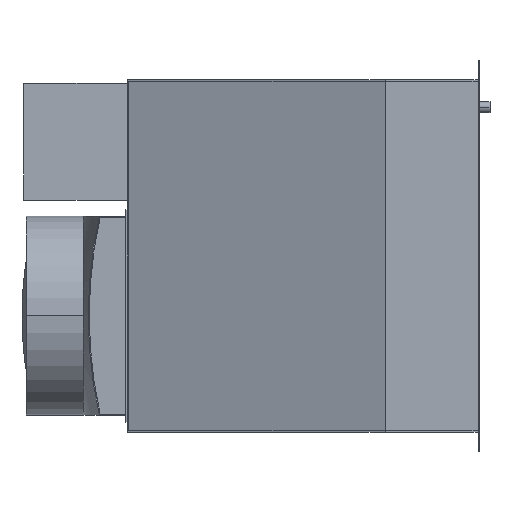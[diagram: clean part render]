
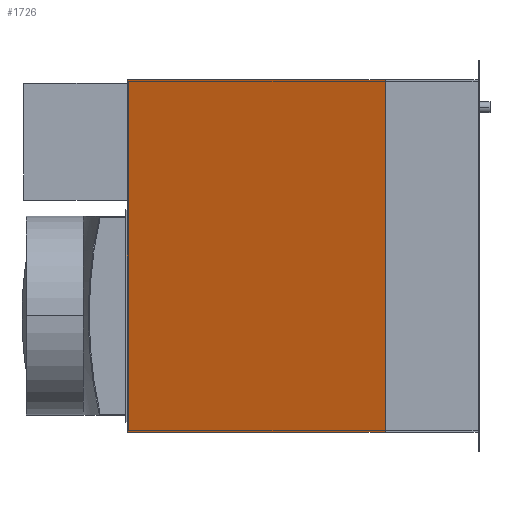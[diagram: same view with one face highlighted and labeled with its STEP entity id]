
A CAD part, left-side view. The second image highlights one B-rep face of the part: STEP entity #1726.
In plain terms, the highlighted planar face has unit normal (-0.938, 0.346, 0).
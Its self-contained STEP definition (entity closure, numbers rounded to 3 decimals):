
#474=DIRECTION('',(-0.346,-0.938,0.));
#475=VECTOR('',#474,206.756);
#476=CARTESIAN_POINT('',(-171.,265.,132.5));
#477=LINE('',#476,#475);
#494=DIRECTION('',(0.,0.,-1.));
#495=VECTOR('',#494,265.);
#496=CARTESIAN_POINT('',(-242.5,71.,132.5));
#497=LINE('',#496,#495);
#498=DIRECTION('',(-0.346,-0.938,0.));
#499=VECTOR('',#498,206.756);
#500=CARTESIAN_POINT('',(-171.,265.,-132.5));
#501=LINE('',#500,#499);
#502=DIRECTION('',(0.,0.,-1.));
#503=VECTOR('',#502,265.);
#504=CARTESIAN_POINT('',(-171.,265.,132.5));
#505=LINE('',#504,#503);
#778=CARTESIAN_POINT('',(-171.,265.,132.5));
#779=VERTEX_POINT('',#778);
#780=CARTESIAN_POINT('',(-242.5,71.,132.5));
#781=VERTEX_POINT('',#780);
#786=CARTESIAN_POINT('',(-171.,265.,-132.5));
#787=VERTEX_POINT('',#786);
#788=CARTESIAN_POINT('',(-242.5,71.,-132.5));
#789=VERTEX_POINT('',#788);
#1715=CARTESIAN_POINT('',(-171.,265.,132.5));
#1716=DIRECTION('',(-0.938,0.346,0.));
#1717=DIRECTION('',(-0.346,-0.938,0.));
#1718=AXIS2_PLACEMENT_3D('',#1715,#1716,#1717);
#1719=PLANE('',#1718);
#1720=ORIENTED_EDGE('',*,*,#1200,.F.);
#1721=ORIENTED_EDGE('',*,*,#1148,.F.);
#1722=ORIENTED_EDGE('',*,*,#1692,.T.);
#1723=ORIENTED_EDGE('',*,*,#1709,.T.);
#1724=EDGE_LOOP('',(#1720,#1721,#1722,#1723));
#1725=FACE_OUTER_BOUND('',#1724,.F.);
#1726=ADVANCED_FACE('',(#1725),#1719,.T.);
#1148=EDGE_CURVE('',#779,#787,#505,.T.);
#1200=EDGE_CURVE('',#787,#789,#501,.T.);
#1692=EDGE_CURVE('',#779,#781,#477,.T.);
#1709=EDGE_CURVE('',#781,#789,#497,.T.);
